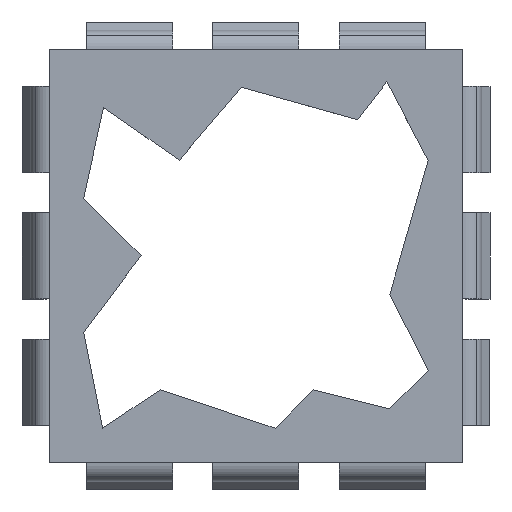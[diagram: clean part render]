
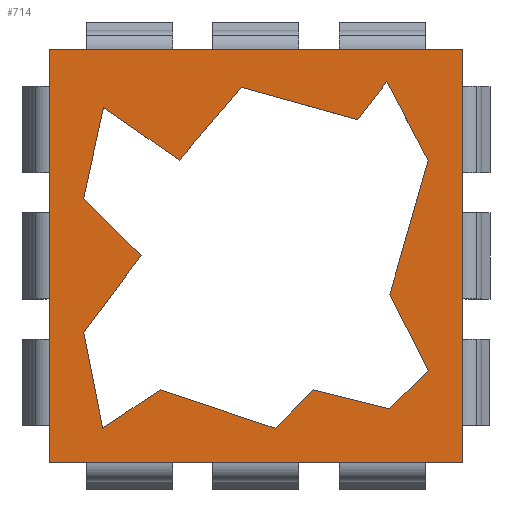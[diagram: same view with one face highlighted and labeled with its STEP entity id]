
A CAD part, top view. The second image highlights one B-rep face of the part: STEP entity #714.
In plain terms, the highlighted planar face has unit normal (0, 0, 1).
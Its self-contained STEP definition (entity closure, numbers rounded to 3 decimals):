
#80=CARTESIAN_POINT('',(-5.0,-7.0,11.0));
#81=VERTEX_POINT('',#80);
#88=CARTESIAN_POINT('',(1.0,-9.0,11.0));
#89=VERTEX_POINT('',#88);
#90=CARTESIAN_POINT('',(1.0,-9.0,11.0));
#91=DIRECTION('',(-0.949,0.316,0.0));
#92=VECTOR('',#91,6.325);
#93=LINE('',#90,#92);
#94=EDGE_CURVE('',#89,#81,#93,.T.);
#119=CARTESIAN_POINT('',(3.0,-7.0,11.0));
#120=VERTEX_POINT('',#119);
#121=CARTESIAN_POINT('',(3.0,-7.0,11.0));
#122=DIRECTION('',(-0.707,-0.707,0.0));
#123=VECTOR('',#122,2.828);
#124=LINE('',#121,#123);
#125=EDGE_CURVE('',#120,#89,#124,.T.);
#150=CARTESIAN_POINT('',(7.0,-8.0,11.0));
#151=VERTEX_POINT('',#150);
#152=CARTESIAN_POINT('',(7.0,-8.0,11.0));
#153=DIRECTION('',(-0.97,0.243,0.0));
#154=VECTOR('',#153,4.123);
#155=LINE('',#152,#154);
#156=EDGE_CURVE('',#151,#120,#155,.T.);
#181=CARTESIAN_POINT('',(9.0,-6.0,11.0));
#182=VERTEX_POINT('',#181);
#183=CARTESIAN_POINT('',(9.0,-6.0,11.0));
#184=DIRECTION('',(-0.707,-0.707,0.0));
#185=VECTOR('',#184,2.828);
#186=LINE('',#183,#185);
#187=EDGE_CURVE('',#182,#151,#186,.T.);
#212=CARTESIAN_POINT('',(7.0,-2.0,11.0));
#213=VERTEX_POINT('',#212);
#214=CARTESIAN_POINT('',(7.0,-2.0,11.0));
#215=DIRECTION('',(0.447,-0.894,0.0));
#216=VECTOR('',#215,4.472);
#217=LINE('',#214,#216);
#218=EDGE_CURVE('',#213,#182,#217,.T.);
#243=CARTESIAN_POINT('',(9.0,5.0,11.0));
#244=VERTEX_POINT('',#243);
#245=CARTESIAN_POINT('',(9.0,5.0,11.0));
#246=DIRECTION('',(-0.275,-0.962,0.0));
#247=VECTOR('',#246,7.28);
#248=LINE('',#245,#247);
#249=EDGE_CURVE('',#244,#213,#248,.T.);
#274=CARTESIAN_POINT('',(6.838,9.091,11.0));
#275=VERTEX_POINT('',#274);
#276=CARTESIAN_POINT('',(6.838,9.091,11.0));
#277=DIRECTION('',(0.467,-0.884,0.0));
#278=VECTOR('',#277,4.627);
#279=LINE('',#276,#278);
#280=EDGE_CURVE('',#275,#244,#279,.T.);
#305=CARTESIAN_POINT('',(5.319,7.113,11.0));
#306=VERTEX_POINT('',#305);
#307=CARTESIAN_POINT('',(5.319,7.113,11.0));
#308=DIRECTION('',(0.609,0.793,0.0));
#309=VECTOR('',#308,2.494);
#310=LINE('',#307,#309);
#311=EDGE_CURVE('',#306,#275,#310,.T.);
#336=CARTESIAN_POINT('',(-0.757,8.808,11.0));
#337=VERTEX_POINT('',#336);
#338=CARTESIAN_POINT('',(-0.757,8.808,11.0));
#339=DIRECTION('',(0.963,-0.269,0.0));
#340=VECTOR('',#339,6.308);
#341=LINE('',#338,#340);
#342=EDGE_CURVE('',#337,#306,#341,.T.);
#367=CARTESIAN_POINT('',(-4.0,5.0,11.0));
#368=VERTEX_POINT('',#367);
#369=CARTESIAN_POINT('',(-4.0,5.0,11.0));
#370=DIRECTION('',(0.648,0.761,0.0));
#371=VECTOR('',#370,5.002);
#372=LINE('',#369,#371);
#373=EDGE_CURVE('',#368,#337,#372,.T.);
#398=CARTESIAN_POINT('',(-7.964,7.749,11.0));
#399=VERTEX_POINT('',#398);
#400=CARTESIAN_POINT('',(-7.964,7.749,11.0));
#401=DIRECTION('',(0.822,-0.57,0.0));
#402=VECTOR('',#401,4.824);
#403=LINE('',#400,#402);
#404=EDGE_CURVE('',#399,#368,#403,.T.);
#429=CARTESIAN_POINT('',(-9.0,3.0,11.0));
#430=VERTEX_POINT('',#429);
#431=CARTESIAN_POINT('',(-9.0,3.0,11.0));
#432=DIRECTION('',(0.213,0.977,0.0));
#433=VECTOR('',#432,4.861);
#434=LINE('',#431,#433);
#435=EDGE_CURVE('',#430,#399,#434,.T.);
#460=CARTESIAN_POINT('',(-6.0,0.0,11.0));
#461=VERTEX_POINT('',#460);
#462=CARTESIAN_POINT('',(-6.0,0.0,11.0));
#463=DIRECTION('',(-0.707,0.707,0.0));
#464=VECTOR('',#463,4.243);
#465=LINE('',#462,#464);
#466=EDGE_CURVE('',#461,#430,#465,.T.);
#491=CARTESIAN_POINT('',(-9.0,-4.0,11.0));
#492=VERTEX_POINT('',#491);
#493=CARTESIAN_POINT('',(-9.0,-4.0,11.0));
#494=DIRECTION('',(0.6,0.8,0.0));
#495=VECTOR('',#494,5.0);
#496=LINE('',#493,#495);
#497=EDGE_CURVE('',#492,#461,#496,.T.);
#522=CARTESIAN_POINT('',(-8.0,-9.0,11.0));
#523=VERTEX_POINT('',#522);
#524=CARTESIAN_POINT('',(-8.0,-9.0,11.0));
#525=DIRECTION('',(-0.196,0.981,0.0));
#526=VECTOR('',#525,5.099);
#527=LINE('',#524,#526);
#528=EDGE_CURVE('',#523,#492,#527,.T.);
#551=CARTESIAN_POINT('',(-5.0,-7.0,11.0));
#552=DIRECTION('',(-0.832,-0.555,0.0));
#553=VECTOR('',#552,3.606);
#554=LINE('',#551,#553);
#555=EDGE_CURVE('',#81,#523,#554,.T.);
#566=CARTESIAN_POINT('',(-10.8,-10.8,11.0));
#567=VERTEX_POINT('',#566);
#568=CARTESIAN_POINT('',(-10.8,10.8,11.0));
#569=VERTEX_POINT('',#568);
#570=CARTESIAN_POINT('',(-10.8,-10.8,11.0));
#571=DIRECTION('',(0.0,1.0,0.0));
#572=VECTOR('',#571,21.6);
#573=LINE('',#570,#572);
#574=EDGE_CURVE('',#567,#569,#573,.T.);
#606=CARTESIAN_POINT('',(10.8,10.8,11.0));
#607=VERTEX_POINT('',#606);
#608=CARTESIAN_POINT('',(-10.8,10.8,11.0));
#609=DIRECTION('',(1.0,0.0,0.0));
#610=VECTOR('',#609,21.6);
#611=LINE('',#608,#610);
#612=EDGE_CURVE('',#569,#607,#611,.T.);
#637=CARTESIAN_POINT('',(10.8,-10.8,11.0));
#638=VERTEX_POINT('',#637);
#639=CARTESIAN_POINT('',(10.8,10.8,11.0));
#640=DIRECTION('',(0.0,-1.0,0.0));
#641=VECTOR('',#640,21.6);
#642=LINE('',#639,#641);
#643=EDGE_CURVE('',#607,#638,#642,.T.);
#668=CARTESIAN_POINT('',(10.8,-10.8,11.0));
#669=DIRECTION('',(-1.0,0.0,0.0));
#670=VECTOR('',#669,21.6);
#671=LINE('',#668,#670);
#672=EDGE_CURVE('',#638,#567,#671,.T.);
#685=CARTESIAN_POINT('',(0.,0.,11.0));
#686=DIRECTION('',(0.0,0.0,1.0));
#687=DIRECTION('',(1.0,0.0,0.0));
#688=AXIS2_PLACEMENT_3D('',#685,#686,#687);
#689=PLANE('',#688);
#690=ORIENTED_EDGE('',*,*,#574,.F.);
#691=ORIENTED_EDGE('',*,*,#672,.F.);
#692=ORIENTED_EDGE('',*,*,#643,.F.);
#693=ORIENTED_EDGE('',*,*,#612,.F.);
#694=EDGE_LOOP('',(#690,#691,#692,#693));
#695=FACE_OUTER_BOUND('',#694,.T.);
#696=ORIENTED_EDGE('',*,*,#94,.T.);
#697=ORIENTED_EDGE('',*,*,#555,.T.);
#698=ORIENTED_EDGE('',*,*,#528,.T.);
#699=ORIENTED_EDGE('',*,*,#497,.T.);
#700=ORIENTED_EDGE('',*,*,#466,.T.);
#701=ORIENTED_EDGE('',*,*,#435,.T.);
#702=ORIENTED_EDGE('',*,*,#404,.T.);
#703=ORIENTED_EDGE('',*,*,#373,.T.);
#704=ORIENTED_EDGE('',*,*,#342,.T.);
#705=ORIENTED_EDGE('',*,*,#311,.T.);
#706=ORIENTED_EDGE('',*,*,#280,.T.);
#707=ORIENTED_EDGE('',*,*,#249,.T.);
#708=ORIENTED_EDGE('',*,*,#218,.T.);
#709=ORIENTED_EDGE('',*,*,#187,.T.);
#710=ORIENTED_EDGE('',*,*,#156,.T.);
#711=ORIENTED_EDGE('',*,*,#125,.T.);
#712=EDGE_LOOP('',(#696,#697,#698,#699,#700,#701,#702,#703,#704,#705,#706,#707,#708,#709,#710,#711));
#713=FACE_BOUND('',#712,.T.);
#714=ADVANCED_FACE('',(#695,#713),#689,.T.);
